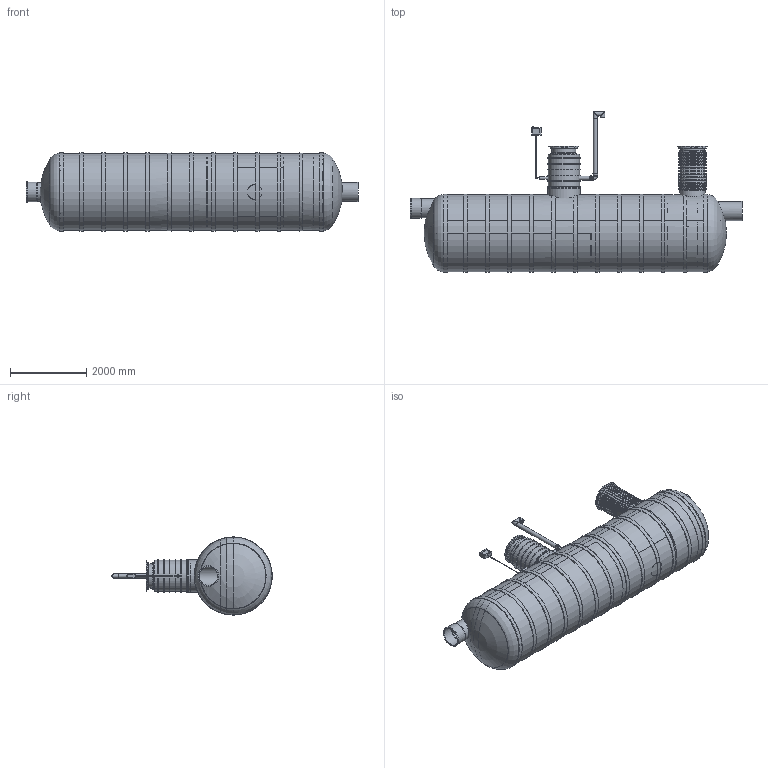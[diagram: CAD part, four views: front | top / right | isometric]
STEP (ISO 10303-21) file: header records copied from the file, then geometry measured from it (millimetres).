
FILE_DESCRIPTION(/* description */ ('Unknown'),/* implementation_level */ '2;1');
FILE_NAME(/* name */ 'EQ BP 1.klassi õlieraldaja NS65_195',/* time_stamp */ '2023-04-13T14:08:21+03:00',/* author */ ('Unknown'),/* organization */ ('Unknown'),/* preprocessor_version */ 'ST-DEVELOPER v18.1',/* originating_system */ 'Solid Edge',/* authorisation */ 'Unknown');
FILE_SCHEMA (('AUTOMOTIVE_DESIGN {1 0 10303 214 3 1 1}'));
Length unit declared in the file: millimetre
Products named in the file (53): EQ BP 1.klassi eraldaja NS65_195; 48281.100 kestakoost; 48281 D2000 silinder; 2524.102 ots1 D2000; 2524.103 ots2 D2000_oa_0; 2524.107_sisend D315; 2524.108_sisendile toru D315; 2524.110_valjund toru D315; 2657.119 moodavoolutoru_var2; pakkumus 15530.118 vahesein 3; 2657.200 NS65_195 filtrikastikoost; 34010 vahesein2; 2650.202 pohjaplaat filtrikastile; Raam kahele filtriplokile 2631.000_var2; 2631.001_var2; 2631.002_var2; Polt_M6x20HK; Mutter M6 a2_NY; Filter HD Q-PAC; 2650.203 kylgsein filtrikastile; 2650.204 otsaplaat filtrikastile; 2650.205 tugi filtrikastile; 2650.104_vahesein1; D665 KP silinder 26.04.19; D800 KP silinder 9.12.19; 2524.120 toru moodavoolule; 2524.001_liivamaht NS65; 2524.002_olimaht NS65; 2703.001; 2697.001 tihend teeninduskaevule 670_var2; PE_vent_malm_L=1500; PVC_polv_110; PE venttoru DN100 L=1500; Rotoventiots; Olieraldustoru1; SO012747-3.002; keermelattM8x200; Mutter M8RVNY; Seib 8 RV; Malmluuk_D600_(Ginmika) ...
Assembly tree (78 placements, depth 5):
  EQ BP 1.klassi eraldaja NS65_195
    48281.100 kestakoost
      48281 D2000 silinder
      2524.102 ots1 D2000
      2524.103 ots2 D2000_oa_0
      2524.107_sisend D315
      2524.108_sisendile toru D315
      2524.110_valjund toru D315
      2657.119 moodavoolutoru_var2
      pakkumus 15530.118 vahesein 3
      2657.200 NS65_195 filtrikastikoost
        34010 vahesein2
        2650.202 pohjaplaat filtrikastile
        Raam kahele filtriplokile 2631.000_var2  x16
          2631.001_var2
          2631.002_var2
          Polt_M6x20HK
          Mutter M6 a2_NY
          Filter HD Q-PAC
        2650.203 kylgsein filtrikastile  x2
        2650.204 otsaplaat filtrikastile  x2
        2650.205 tugi filtrikastile
      2650.104_vahesein1
      D665 KP silinder 26.04.19
      D800 KP silinder 9.12.19
      2524.120 toru moodavoolule
    2524.001_liivamaht NS65
    2524.002_olimaht NS65
    2703.001  x2
    2697.001 tihend teeninduskaevule 670_var2  x3
    PE_vent_malm_L=1500
      PVC_polv_110
      PE venttoru DN100 L=1500
      Rotoventiots
    Olieraldustoru1
      SO012747-3.002
      keermelattM8x200
      Mutter M8RVNY  x2
      Seib 8 RV  x2
    Malmluuk_D600_(Ginmika)  x2
      Malmluugi_korpus_D600_(Ginmika)
      Malmluugi_kaan_D600_(Ginmika)
    2693.001_var3
    D800 uus rotost teeninduskaev_lisaga 20.02.23
    RoundTubing 63x4.7_oa_1
    RoundTubing 110x6.6_oa_2
    RoundTubing 25x2.3_oa_3
    elektrikarp loikefotole
    Ujuk_oa_4
    Ujuk_oa_5
    Tihend teeninduskaevule 800
    Ujuk_oa_6
    2524.003_efektiivne maht NS65
Bounding box: 8705 x 4205.19 x 2048 mm (x, y, z)
Volume: 25119522313 mm3; surface area: 312981018.9 mm2
Topology: 182 solids, 183 shells, 3534 faces, 8111 edges, 5072 vertices
Faces by surface type: plane 2433, cylinder 851, torus 151, cone 67, bspline 23, sphere 9
Full cylindrical faces by diameter (mm): 4.917 x32, 6 x34, 6.8 x2, 7 x64, 8 x49, 8.4 x2, 8.5 x3, 9 x4, 10 x80, 16 x2, 20 x1, 20.4 x1, 25 x1, 53.6 x1, 63 x1, 96.8 x1, 100 x2, 103.2 x3, 105 x1, 110 x9, 120 x2, 130 x2, 190.4 x1, 200 x1, 315 x1, 380 x1, 400 x2, 480 x2, 487.6 x2, 488 x1
Entity records: 29075 total; most frequent: CARTESIAN_POINT 8164, DIRECTION 4136, ORIENTED_EDGE 3348, AXIS2_PLACEMENT_3D 1763, EDGE_CURVE 1674, EDGE_LOOP 1497, FACE_BOUND 1497, VERTEX_POINT 1253
